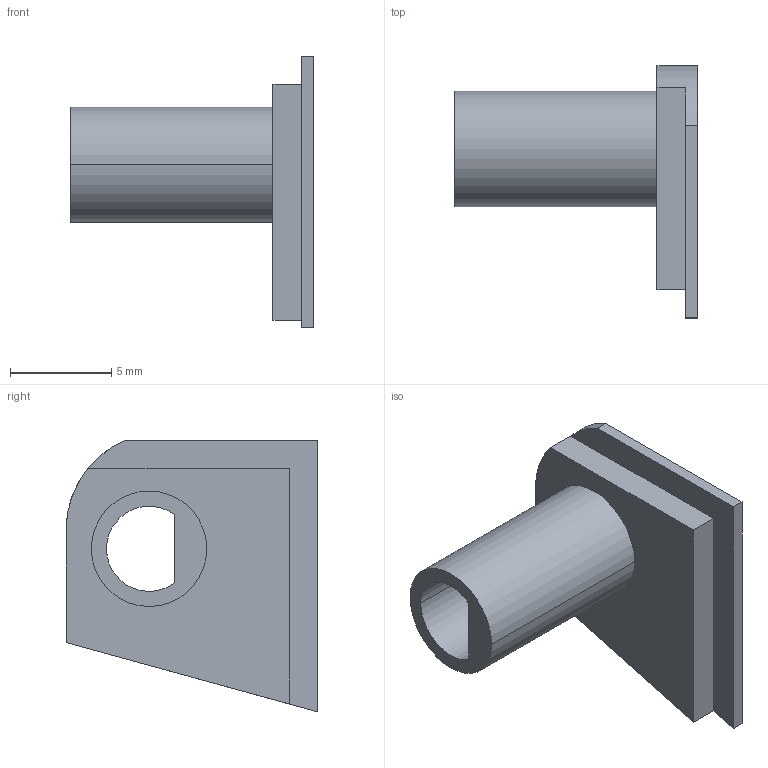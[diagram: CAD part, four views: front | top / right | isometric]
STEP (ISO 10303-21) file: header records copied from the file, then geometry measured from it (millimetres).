
FILE_DESCRIPTION (( 'STEP AP203' ), '1' );
FILE_NAME ('PP - P PivotD3 R.STEP', '2017-08-02T03:26:14', ( '' ), ( '' ), 'SwSTEP 2.0', 'SolidWorks 2016', '' );
FILE_SCHEMA (( 'CONFIG_CONTROL_DESIGN' ));
Length unit declared in the file: millimetre
Products named in the file (1): PP - P PivotD3 R
Bounding box: 12 x 12.44 x 13.42 mm (x, y, z)
Volume: 353.2 mm3; surface area: 678.2 mm2
Topology: 1 solids, 1 shells, 16 faces, 39 edges, 26 vertices
Faces by surface type: plane 11, cylinder 5
Entity records: 555 total; most frequent: DIRECTION 84, CARTESIAN_POINT 82, ORIENTED_EDGE 78, EDGE_CURVE 39, LINE 28, VECTOR 28, AXIS2_PLACEMENT_3D 28, VERTEX_POINT 26
